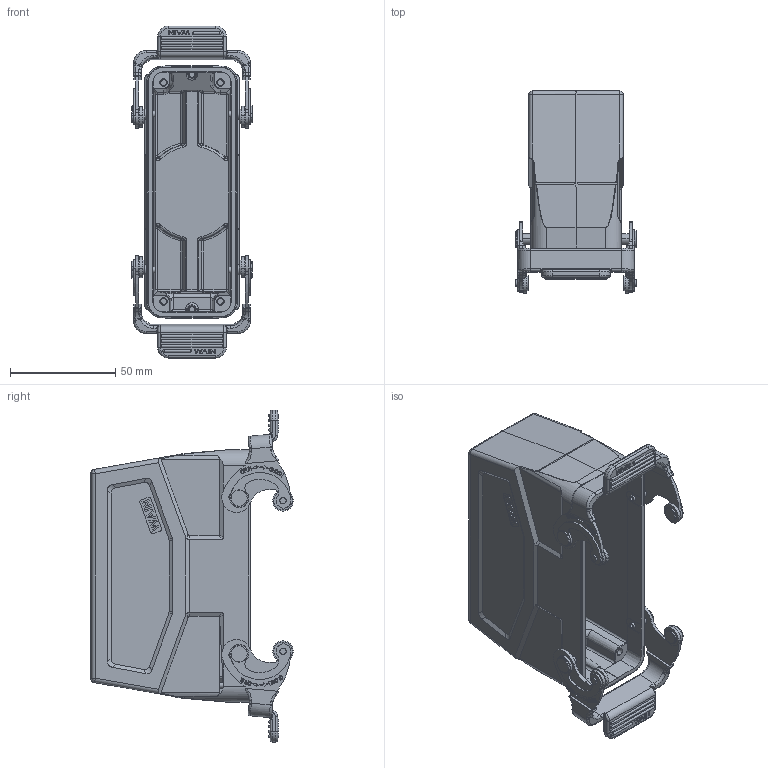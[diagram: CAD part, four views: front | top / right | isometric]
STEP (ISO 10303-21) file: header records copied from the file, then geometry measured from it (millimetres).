
FILE_DESCRIPTION((''),'2;1');
FILE_NAME('3D_1111245415001_W24B-SEH-2L_SC','2023-12-09T',('p.yu'),(''),'PRO/ENGINEER BY PARAMETRIC TECHNOLOGY CORPORATION, 2012480','PRO/ENGINEER BY PARAMETRIC TECHNOLOGY CORPORATION, 2012480','');
FILE_SCHEMA(('CONFIG_CONTROL_DESIGN'));
Products named in the file (1): 3D_1111245415001_W24B-SEH-2L_SC
Bounding box: 57.5 x 96.3 x 157.8 mm (x, y, z)
Volume: 112509.2 mm3; surface area: 65821.7 mm2
Topology: 1 solids, 1 shells, 1681 faces, 4512 edges, 2966 vertices
Faces by surface type: plane 806, cylinder 403, extrusion 154, bspline 128, torus 80, sphere 55, cone 55
Entity records: 60642 total; most frequent: CARTESIAN_POINT 19510, ORIENTED_EDGE 8958, DIRECTION 7824, EDGE_CURVE 4479, VERTEX_POINT 2966, AXIS2_PLACEMENT_3D 2612, VECTOR 2600, LINE 2446
